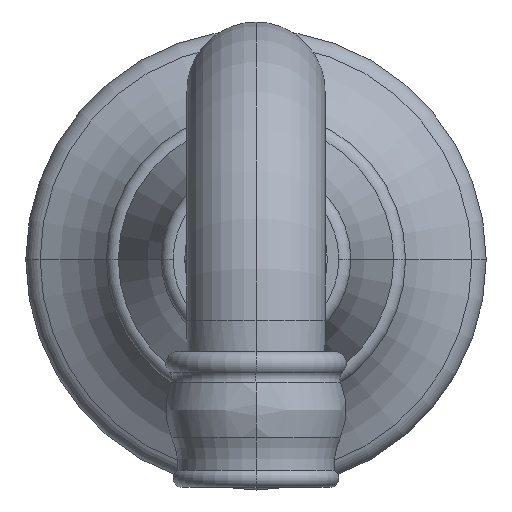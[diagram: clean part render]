
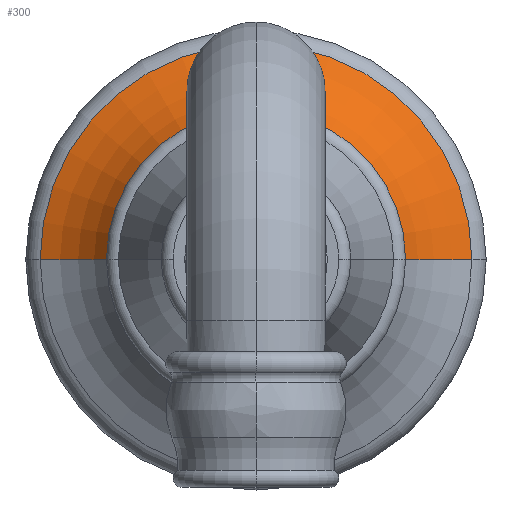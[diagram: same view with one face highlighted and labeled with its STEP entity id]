
A CAD part, top view. The second image highlights one B-rep face of the part: STEP entity #300.
In plain terms, the highlighted toroidal (fillet/blend) face has major radius 36.483 mm and minor radius 19.05 mm.
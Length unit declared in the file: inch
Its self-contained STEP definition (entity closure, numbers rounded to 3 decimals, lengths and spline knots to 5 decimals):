
#52=CARTESIAN_POINT('',(1.43632,0.,0.92743));
#53=DIRECTION('',(0.,1.,0.));
#54=DIRECTION('',(-0.352,0.,-0.936));
#55=AXIS2_PLACEMENT_3D('',#52,#53,#54);
#57=CARTESIAN_POINT('',(0.,0.,0.625));
#58=DIRECTION('',(0.,0.,1.));
#59=DIRECTION('',(1.,0.,0.));
#60=AXIS2_PLACEMENT_3D('',#57,#58,#59);
#62=CARTESIAN_POINT('',(-1.43632,0.,0.92743));
#63=DIRECTION('',(0.,-1.,0.));
#64=DIRECTION('',(0.352,0.,-0.936));
#65=AXIS2_PLACEMENT_3D('',#62,#63,#64);
#67=CARTESIAN_POINT('',(0.,0.,0.22545));
#68=DIRECTION('',(0.,0.,1.));
#69=DIRECTION('',(1.,0.,0.));
#70=AXIS2_PLACEMENT_3D('',#67,#68,#69);
#175=CARTESIAN_POINT('',(1.17225,0.,0.22545));
#177=VERTEX_POINT('',#175);
#178=CARTESIAN_POINT('',(0.75,0.,0.625));
#179=VERTEX_POINT('',#178);
#181=CARTESIAN_POINT('',(-1.17225,0.,0.22545));
#183=VERTEX_POINT('',#181);
#184=CARTESIAN_POINT('',(-0.75,0.,0.625));
#185=VERTEX_POINT('',#184);
#286=CARTESIAN_POINT('',(0.,0.,0.92743));
#287=DIRECTION('',(0.,0.,-1.));
#288=DIRECTION('',(-1.,0.,0.));
#289=AXIS2_PLACEMENT_3D('',#286,#287,#288);
#290=TOROIDAL_SURFACE('',#289,1.43632,0.75);
#292=ORIENTED_EDGE('',*,*,#291,.T.);
#294=ORIENTED_EDGE('',*,*,#293,.T.);
#296=ORIENTED_EDGE('',*,*,#295,.F.);
#297=ORIENTED_EDGE('',*,*,#279,.F.);
#298=EDGE_LOOP('',(#292,#294,#296,#297));
#299=FACE_OUTER_BOUND('',#298,.F.);
#300=ADVANCED_FACE('',(#299),#290,.F.);
#56=CIRCLE('',#55,0.75);
#61=CIRCLE('',#60,0.75);
#66=CIRCLE('',#65,0.75);
#71=CIRCLE('',#70,1.17225);
#279=EDGE_CURVE('',#177,#183,#71,.T.);
#291=EDGE_CURVE('',#177,#179,#56,.T.);
#293=EDGE_CURVE('',#179,#185,#61,.T.);
#295=EDGE_CURVE('',#183,#185,#66,.T.);
